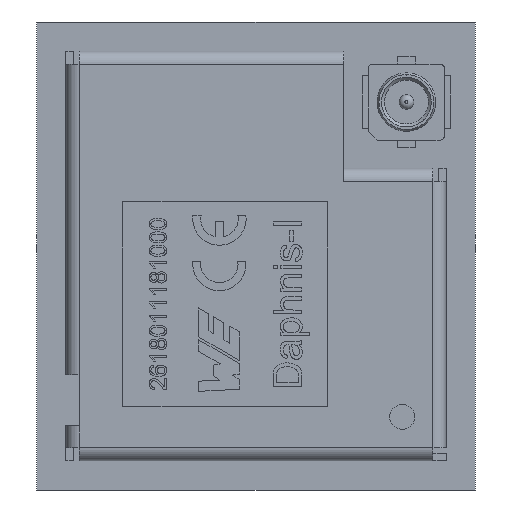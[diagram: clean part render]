
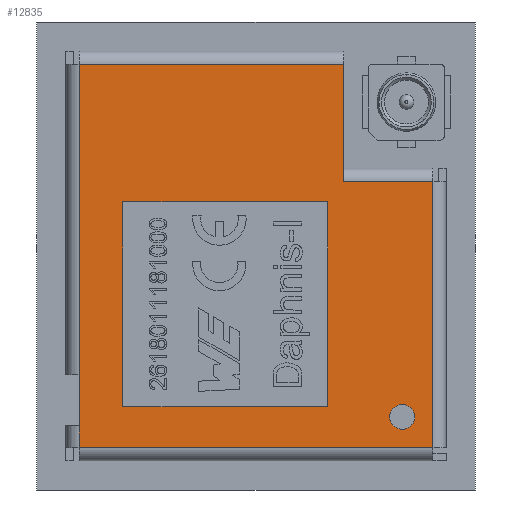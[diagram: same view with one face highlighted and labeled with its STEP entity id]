
A CAD part, front view. The second image highlights one B-rep face of the part: STEP entity #12835.
In plain terms, the highlighted face is planar.
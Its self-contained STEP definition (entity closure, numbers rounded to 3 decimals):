
#342=CIRCLE('',#13468,0.425);
#1541=ORIENTED_EDGE('',*,*,#3958,.T.);
#1542=ORIENTED_EDGE('',*,*,#3945,.F.);
#1543=ORIENTED_EDGE('',*,*,#3959,.T.);
#1544=ORIENTED_EDGE('',*,*,#3960,.T.);
#1545=ORIENTED_EDGE('',*,*,#3961,.F.);
#1546=ORIENTED_EDGE('',*,*,#3926,.T.);
#1547=ORIENTED_EDGE('',*,*,#3962,.T.);
#1548=ORIENTED_EDGE('',*,*,#3963,.T.);
#1549=ORIENTED_EDGE('',*,*,#3964,.T.);
#1550=ORIENTED_EDGE('',*,*,#3965,.T.);
#3926=EDGE_CURVE('',#5213,#5215,#6333,.T.);
#3945=EDGE_CURVE('',#5230,#5231,#6349,.T.);
#3958=EDGE_CURVE('',#5242,#5242,#342,.T.);
#3959=EDGE_CURVE('',#5230,#5238,#6357,.T.);
#3960=EDGE_CURVE('',#5238,#5243,#6358,.T.);
#3961=EDGE_CURVE('',#5213,#5243,#6359,.T.);
#3962=EDGE_CURVE('',#5215,#5244,#6360,.T.);
#3963=EDGE_CURVE('',#5244,#5245,#6361,.T.);
#3964=EDGE_CURVE('',#5245,#5246,#6362,.T.);
#3965=EDGE_CURVE('',#5246,#5231,#6363,.T.);
#5213=VERTEX_POINT('',#17376);
#5215=VERTEX_POINT('',#17380);
#5230=VERTEX_POINT('',#17419);
#5231=VERTEX_POINT('',#17421);
#5238=VERTEX_POINT('',#17436);
#5242=VERTEX_POINT('',#17448);
#5243=VERTEX_POINT('',#17451);
#5244=VERTEX_POINT('',#17454);
#5245=VERTEX_POINT('',#17456);
#5246=VERTEX_POINT('',#17458);
#6333=LINE('',#17381,#7390);
#6349=LINE('',#17420,#7406);
#6357=LINE('',#17449,#7414);
#6358=LINE('',#17450,#7415);
#6359=LINE('',#17452,#7416);
#6360=LINE('',#17453,#7417);
#6361=LINE('',#17455,#7418);
#6362=LINE('',#17457,#7419);
#6363=LINE('',#17459,#7420);
#7390=VECTOR('',#14820,1000.);
#7406=VECTOR('',#14852,1000.);
#7414=VECTOR('',#14878,1000.);
#7415=VECTOR('',#14879,1000.);
#7416=VECTOR('',#14880,1000.);
#7417=VECTOR('',#14881,1000.);
#7418=VECTOR('',#14882,1000.);
#7419=VECTOR('',#14883,1000.);
#7420=VECTOR('',#14884,1000.);
#8217=EDGE_LOOP('',(#1541));
#8218=EDGE_LOOP('',(#1542,#1543,#1544,#1545,#1546,#1547,#1548,#1549,#1550));
#8918=FACE_BOUND('',#8217,.T.);
#8919=FACE_BOUND('',#8218,.T.);
#9579=PLANE('',#13467);
#12835=ADVANCED_FACE('',(#8918,#8919),#9579,.F.);
#13467=AXIS2_PLACEMENT_3D('',#17446,#14874,#14875);
#13468=AXIS2_PLACEMENT_3D('',#17447,#14876,#14877);
#14820=DIRECTION('',(0.,-1.,0.));
#14852=DIRECTION('',(0.,-1.,0.));
#14874=DIRECTION('',(0.,0.,-1.));
#14875=DIRECTION('',(-1.,0.,0.));
#14876=DIRECTION('',(0.,0.,-1.));
#14877=DIRECTION('',(1.,0.,0.));
#14878=DIRECTION('',(-1.,0.,0.));
#14879=DIRECTION('',(0.,-1.,0.));
#14880=DIRECTION('',(0.,1.,0.));
#14881=DIRECTION('',(1.,0.,0.));
#14882=DIRECTION('',(0.,1.,0.));
#14883=DIRECTION('',(-1.,0.,0.));
#14884=DIRECTION('',(-1.,0.,0.));
#17376=CARTESIAN_POINT('',(-6.05,-5.8,0.25));
#17380=CARTESIAN_POINT('',(-6.05,-6.55,0.25));
#17381=CARTESIAN_POINT('',(-6.05,7.,0.25));
#17419=CARTESIAN_POINT('',(3.,6.55,0.25));
#17420=CARTESIAN_POINT('',(3.,7.,0.25));
#17421=CARTESIAN_POINT('',(3.,2.55,0.25));
#17436=CARTESIAN_POINT('',(-6.05,6.55,0.25));
#17446=CARTESIAN_POINT('',(0.,0.,0.25));
#17447=CARTESIAN_POINT('',(5.,-5.5,0.25));
#17448=CARTESIAN_POINT('',(5.425,-5.5,0.25));
#17449=CARTESIAN_POINT('',(3.,6.55,0.25));
#17450=CARTESIAN_POINT('',(-6.05,7.,0.25));
#17451=CARTESIAN_POINT('',(-6.05,-4.05,0.25));
#17452=CARTESIAN_POINT('',(-6.05,-5.8,0.25));
#17453=CARTESIAN_POINT('',(-6.05,-6.55,0.25));
#17454=CARTESIAN_POINT('',(6.05,-6.55,0.25));
#17455=CARTESIAN_POINT('',(6.05,-6.55,0.25));
#17456=CARTESIAN_POINT('',(6.05,2.55,0.25));
#17457=CARTESIAN_POINT('',(3.,2.55,0.25));
#17458=CARTESIAN_POINT('',(3.002,2.55,0.25));
#17459=CARTESIAN_POINT('',(3.,2.55,0.25));
